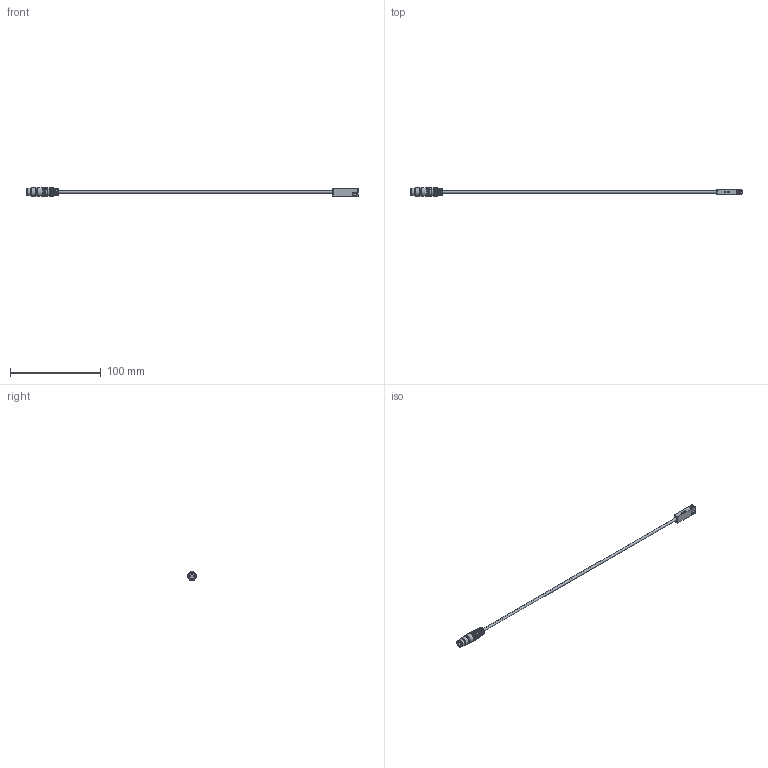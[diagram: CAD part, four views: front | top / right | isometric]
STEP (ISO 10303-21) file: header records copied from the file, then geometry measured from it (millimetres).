
FILE_DESCRIPTION(/* description */ ('DISO X XXX'),/* implementation_level */ '2;1');
FILE_NAME(/* name */ 'MZET 28 PSK-K-TSSL.stp',/* time_stamp */ '2016-08-04T07:10:17+02:00',/* author */ ('lck'),/* organization */ ('di-soric GmbH & Co. KG'),/* preprocessor_version */ 'ST-DEVELOPER v16.1',/* originating_system */ 'Autodesk Inventor 2016',/* authorisation */ '');
FILE_SCHEMA (('AUTOMOTIVE_DESIGN { 1 0 10303 214 3 1 1 }'));
Length unit declared in the file: millimetre
Products named in the file (1): Bauteil2
Bounding box: 366.5 x 10.08 x 10.08 mm (x, y, z)
Volume: 4863.9 mm3; surface area: 7961.8 mm2
Topology: 1 solids, 4 shells, 177 faces, 454 edges, 289 vertices
Faces by surface type: plane 85, cylinder 41, torus 33, cone 15, sphere 3
Full cylindrical faces by diameter (mm): 0.85 x3, 1 x3, 2 x2, 2.3 x1, 3 x2, 3.1 x1, 3.8 x1, 4 x1, 4.5 x1, 4.6 x1, 6 x1, 7.5 x2, 7.9 x1, 8 x1, 9.7 x7
Entity records: 5498 total; most frequent: CARTESIAN_POINT 1329, DIRECTION 806, ORIENTED_EDGE 726, EDGE_CURVE 363, AXIS2_PLACEMENT_3D 326, EDGE_LOOP 272, VERTEX_POINT 269, STYLED_ITEM 178
